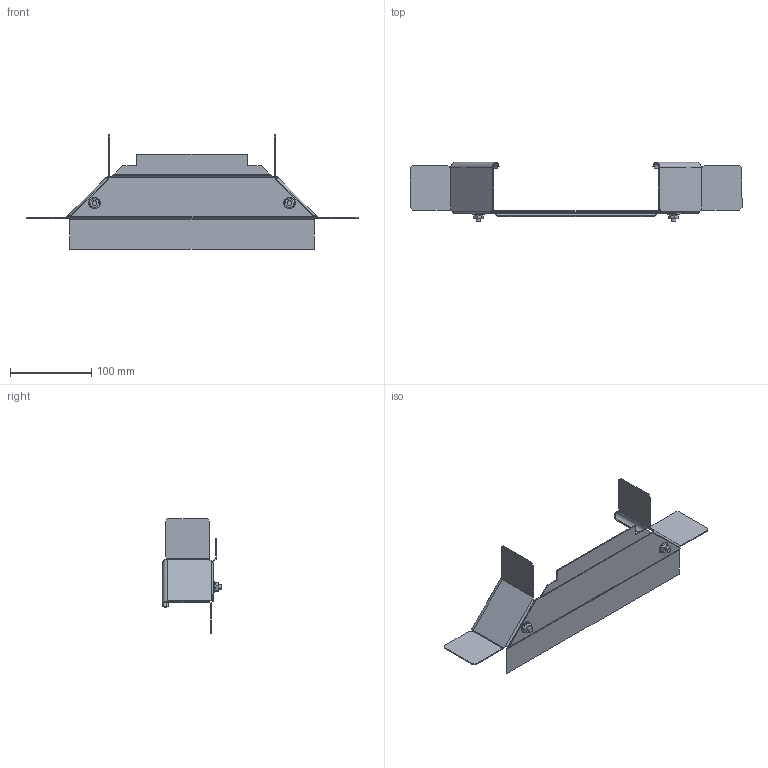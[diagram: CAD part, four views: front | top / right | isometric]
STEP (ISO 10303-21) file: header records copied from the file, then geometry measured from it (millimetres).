
FILE_DESCRIPTION (( 'STEP AP214' ), '1' );
FILE_NAME ('7136133.stp', '2016-11-29T07:55:20', ( '' ), ( '' ), 'SwSTEP 2.0', 'SolidWorks 2016', '' );
FILE_SCHEMA (( 'AUTOMOTIVE_DESIGN' ));
Length unit declared in the file: millimetre
Products named in the file (5): 009561_Hexagon Flange Nut DIN 6923 - M6 - C; KTS 14.001-017_M8x25-; KTS 07.047-001_Winkelverbinder 90ø; 011463_Bodenblech 200; 7136133
Assembly tree (7 placements, depth 2):
  7136133
    011463_Bodenblech 200
    KTS 07.047-001_Winkelverbinder 90ø  x2
    KTS 14.001-017_M8x25-  x2
    009561_Hexagon Flange Nut DIN 6923 - M6 - C  x2
Bounding box: 407.83 x 72.79 x 140.94 mm (x, y, z)
Volume: 61036 mm3; surface area: 109792.6 mm2
Topology: 7 solids, 7 shells, 206 faces, 462 edges, 274 vertices
Faces by surface type: plane 140, cylinder 40, bspline 14, sphere 4, cone 4, torus 4
Entity records: 3724 total; most frequent: CARTESIAN_POINT 860, ORIENTED_EDGE 556, DIRECTION 524, EDGE_CURVE 278, VECTOR 186, LINE 186, AXIS2_PLACEMENT_3D 169, VERTEX_POINT 163
